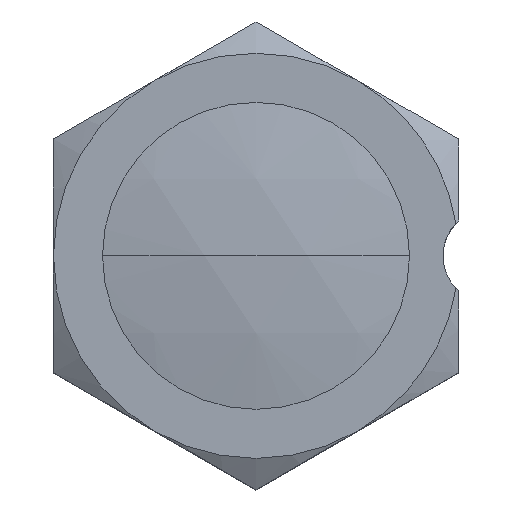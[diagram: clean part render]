
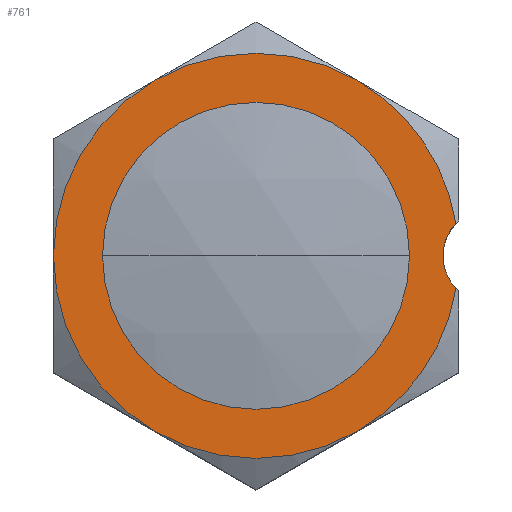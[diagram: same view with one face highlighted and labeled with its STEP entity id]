
A CAD part, top view. The second image highlights one B-rep face of the part: STEP entity #761.
In plain terms, the highlighted planar face has unit normal (0, 0, 1).
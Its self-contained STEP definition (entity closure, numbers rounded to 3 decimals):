
#2 = EDGE_CURVE ( 'NONE', #1342, #194, #113, .T. ) ;
#13 = EDGE_CURVE ( 'NONE', #1285, #1342, #463, .T. ) ;
#16 = EDGE_CURVE ( 'NONE', #872, #1285, #70, .T. ) ;
#25 = EDGE_CURVE ( 'NONE', #1175, #872, #805, .T. ) ;
#30 = EDGE_CURVE ( 'NONE', #1572, #1175, #758, .T. ) ;
#40 = EDGE_CURVE ( 'NONE', #950, #1572, #719, .T. ) ;
#47 = EDGE_CURVE ( 'NONE', #194, #950, #1323, .T. ) ;
#52 = EDGE_CURVE ( 'NONE', #76, #1124, #1044, .T. ) ;
#56 = AXIS2_PLACEMENT_3D ( 'NONE', #1039, #347, #494 ) ;
#65 = CARTESIAN_POINT ( 'NONE',  ( 7.5, 0., 0. ) ) ;
#66 = DIRECTION ( 'NONE',  ( -1., 0., 0. ) ) ;
#70 = CIRCLE ( 'NONE', #56, 6.5 ) ;
#76 = VERTEX_POINT ( 'NONE', #1203 ) ;
#113 = CIRCLE ( 'NONE', #1440, 1.5 ) ;
#173 = ORIENTED_EDGE ( 'NONE', *, *, #52, .F. ) ;
#183 = CARTESIAN_POINT ( 'NONE',  ( -3.25, -5.629, 0. ) ) ;
#186 = DIRECTION ( 'NONE',  ( 0., 0., -1. ) ) ;
#194 = VERTEX_POINT ( 'NONE', #457 ) ;
#223 = CARTESIAN_POINT ( 'NONE',  ( 0., 0., 0. ) ) ;
#254 = AXIS2_PLACEMENT_3D ( 'NONE', #575, #186, #1069 ) ;
#331 = DIRECTION ( 'NONE',  ( 1., 0., 0. ) ) ;
#336 = DIRECTION ( 'NONE',  ( 1., 0., 0. ) ) ;
#343 = CARTESIAN_POINT ( 'NONE',  ( -4.925, 0., 0. ) ) ;
#347 = DIRECTION ( 'NONE',  ( 0., 0., -1. ) ) ;
#355 = CARTESIAN_POINT ( 'NONE',  ( 3.25, 5.629, 0. ) ) ;
#361 = AXIS2_PLACEMENT_3D ( 'NONE', #1242, #767, #645 ) ;
#380 = EDGE_LOOP ( 'NONE', ( #173, #952 ) ) ;
#405 = CARTESIAN_POINT ( 'NONE',  ( -3.25, 5.629, 0. ) ) ;
#423 = AXIS2_PLACEMENT_3D ( 'NONE', #223, #975, #731 ) ;
#442 = DIRECTION ( 'NONE',  ( 1., 0., 0. ) ) ;
#457 = CARTESIAN_POINT ( 'NONE',  ( 6.417, -1.037, 0. ) ) ;
#463 = CIRCLE ( 'NONE', #1523, 6.5 ) ;
#494 = DIRECTION ( 'NONE',  ( 1., 0., 0. ) ) ;
#500 = DIRECTION ( 'NONE',  ( 0., 0., 1. ) ) ;
#508 = EDGE_CURVE ( 'NONE', #1124, #76, #1431, .T. ) ;
#569 = EDGE_LOOP ( 'NONE', ( #1468, #891, #815, #1141, #1594, #1118, #1226 ) ) ;
#575 = CARTESIAN_POINT ( 'NONE',  ( 0., 0., 0. ) ) ;
#577 = CARTESIAN_POINT ( 'NONE',  ( -6.5, 0., 0. ) ) ;
#586 = AXIS2_PLACEMENT_3D ( 'NONE', #651, #1012, #442 ) ;
#591 = PLANE ( 'NONE',  #1058 ) ;
#645 = DIRECTION ( 'NONE',  ( 1., 0., 0. ) ) ;
#651 = CARTESIAN_POINT ( 'NONE',  ( 0., 0., 0. ) ) ;
#713 = DIRECTION ( 'NONE',  ( 1., 0., 0. ) ) ;
#719 = CIRCLE ( 'NONE', #423, 6.5 ) ;
#731 = DIRECTION ( 'NONE',  ( 1., 0., 0. ) ) ;
#754 = AXIS2_PLACEMENT_3D ( 'NONE', #836, #1586, #1300 ) ;
#758 = CIRCLE ( 'NONE', #254, 6.5 ) ;
#761 = ADVANCED_FACE ( 'NONE', ( #1134, #1097 ), #591, .T. ) ;
#767 = DIRECTION ( 'NONE',  ( 0., 0., 1. ) ) ;
#773 = CARTESIAN_POINT ( 'NONE',  ( 0., 0., 0. ) ) ;
#805 = CIRCLE ( 'NONE', #1596, 6.5 ) ;
#815 = ORIENTED_EDGE ( 'NONE', *, *, #16, .F. ) ;
#836 = CARTESIAN_POINT ( 'NONE',  ( 0., 0., 0. ) ) ;
#847 = DIRECTION ( 'NONE',  ( 0., 0., 1. ) ) ;
#872 = VERTEX_POINT ( 'NONE', #405 ) ;
#877 = CARTESIAN_POINT ( 'NONE',  ( 0., 0., 0. ) ) ;
#891 = ORIENTED_EDGE ( 'NONE', *, *, #13, .F. ) ;
#950 = VERTEX_POINT ( 'NONE', #1061 ) ;
#952 = ORIENTED_EDGE ( 'NONE', *, *, #508, .F. ) ;
#975 = DIRECTION ( 'NONE',  ( 0., 0., -1. ) ) ;
#997 = DIRECTION ( 'NONE',  ( 0., 0., -1. ) ) ;
#1012 = DIRECTION ( 'NONE',  ( 0., 0., -1. ) ) ;
#1039 = CARTESIAN_POINT ( 'NONE',  ( 0., 0., 0. ) ) ;
#1044 = CIRCLE ( 'NONE', #754, 4.925 ) ;
#1058 = AXIS2_PLACEMENT_3D ( 'NONE', #1464, #847, #331 ) ;
#1061 = CARTESIAN_POINT ( 'NONE',  ( 3.25, -5.629, 0. ) ) ;
#1069 = DIRECTION ( 'NONE',  ( 1., 0., 0. ) ) ;
#1097 = FACE_BOUND ( 'NONE', #380, .T. ) ;
#1118 = ORIENTED_EDGE ( 'NONE', *, *, #40, .F. ) ;
#1124 = VERTEX_POINT ( 'NONE', #343 ) ;
#1134 = FACE_OUTER_BOUND ( 'NONE', #569, .T. ) ;
#1138 = CARTESIAN_POINT ( 'NONE',  ( 6.417, 1.037, 0. ) ) ;
#1141 = ORIENTED_EDGE ( 'NONE', *, *, #25, .F. ) ;
#1175 = VERTEX_POINT ( 'NONE', #577 ) ;
#1203 = CARTESIAN_POINT ( 'NONE',  ( 4.925, 0., 0. ) ) ;
#1226 = ORIENTED_EDGE ( 'NONE', *, *, #47, .F. ) ;
#1242 = CARTESIAN_POINT ( 'NONE',  ( 0., 0., 0. ) ) ;
#1285 = VERTEX_POINT ( 'NONE', #355 ) ;
#1300 = DIRECTION ( 'NONE',  ( 1., 0., 0. ) ) ;
#1323 = CIRCLE ( 'NONE', #586, 6.5 ) ;
#1342 = VERTEX_POINT ( 'NONE', #1138 ) ;
#1373 = DIRECTION ( 'NONE',  ( 0., 0., -1. ) ) ;
#1431 = CIRCLE ( 'NONE', #361, 4.925 ) ;
#1440 = AXIS2_PLACEMENT_3D ( 'NONE', #65, #500, #336 ) ;
#1464 = CARTESIAN_POINT ( 'NONE',  ( 0., 0., 0. ) ) ;
#1468 = ORIENTED_EDGE ( 'NONE', *, *, #2, .F. ) ;
#1523 = AXIS2_PLACEMENT_3D ( 'NONE', #773, #997, #713 ) ;
#1572 = VERTEX_POINT ( 'NONE', #183 ) ;
#1586 = DIRECTION ( 'NONE',  ( 0., 0., 1. ) ) ;
#1594 = ORIENTED_EDGE ( 'NONE', *, *, #30, .F. ) ;
#1596 = AXIS2_PLACEMENT_3D ( 'NONE', #877, #1373, #66 ) ;
